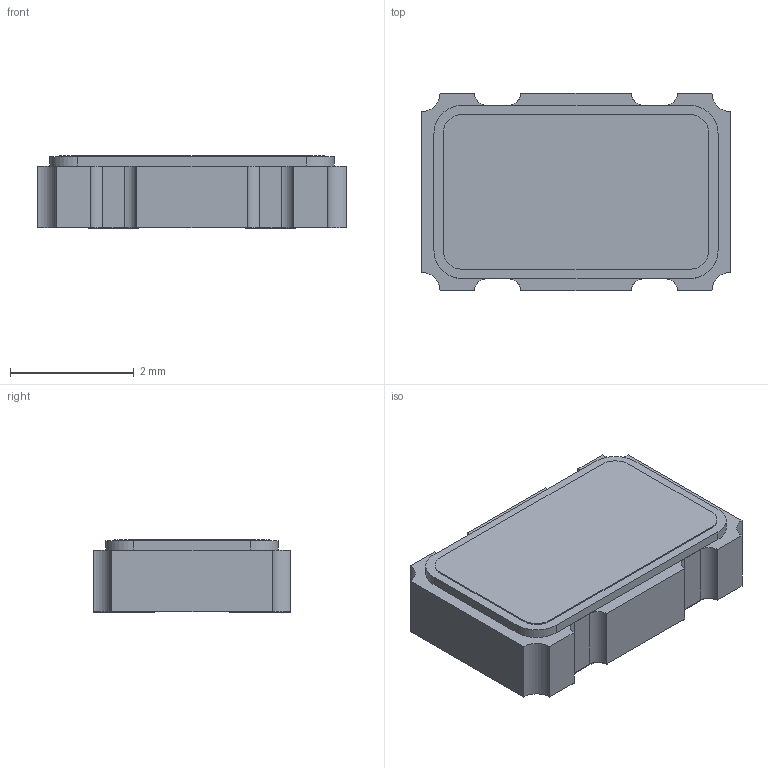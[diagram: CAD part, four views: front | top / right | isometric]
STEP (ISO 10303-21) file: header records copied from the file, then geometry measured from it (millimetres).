
FILE_DESCRIPTION (( 'STEP AP214' ), '1' );
FILE_NAME ('User Library-CFPS-69.STEP', '2019-04-08T07:20:24', ( '' ), ( '' ), 'SwSTEP 2.0', 'SolidWorks 2019', '' );
FILE_SCHEMA (( 'AUTOMOTIVE_DESIGN' ));
Length unit declared in the file: millimetre
Products named in the file (6): User Library-CFPS-69_Part4; User Library-CFPS-69_Pin; User Library-CFPS-69_Part2; User Library-CFPS-69; User Library-CFPS-69_Part1; User Library-CFPS-69_Imported
Assembly tree (7 placements, depth 2):
  User Library-CFPS-69
    User Library-CFPS-69_Part1
    User Library-CFPS-69_Part2
    User Library-CFPS-69_Part4
    User Library-CFPS-69_Imported  x3
    User Library-CFPS-69_Pin
Bounding box: 5 x 3.2 x 1.18 mm (x, y, z)
Volume: 17.3 mm3; surface area: 101.7 mm2
Topology: 7 solids, 7 shells, 86 faces, 216 edges, 144 vertices
Faces by surface type: plane 57, cylinder 29
Entity records: 2260 total; most frequent: DIRECTION 370, CARTESIAN_POINT 356, ORIENTED_EDGE 336, EDGE_CURVE 168, AXIS2_PLACEMENT_3D 126, VECTOR 118, LINE 118, VERTEX_POINT 112
